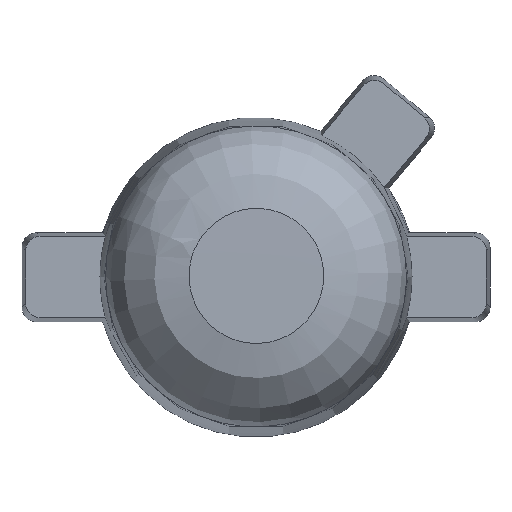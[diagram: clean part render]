
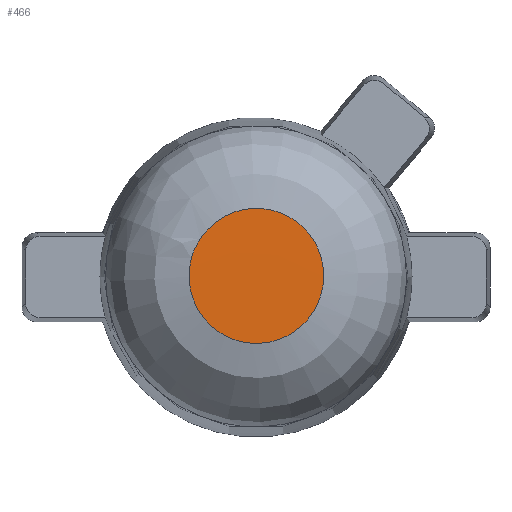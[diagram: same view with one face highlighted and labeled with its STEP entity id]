
A CAD part, top view. The second image highlights one B-rep face of the part: STEP entity #466.
In plain terms, the highlighted free-form (B-spline) face has degree [3, 3] with [4, 4] control points.
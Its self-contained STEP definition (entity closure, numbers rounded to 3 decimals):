
#20=B_SPLINE_CURVE_WITH_KNOTS('',3,(#896,#897,#898,#899,#900,#901,#902,
#903,#904,#905,#906,#907,#908,#909,#910,#911,#912,#913),.UNSPECIFIED.,.T.,
 .F.,(4,1,1,1,1,1,1,1,1,1,1,1,1,1,1,4),(-0.72,-0.694,
-0.668,-0.617,-0.565,-0.514,
-0.463,-0.411,-0.36,-0.308,
-0.257,-0.206,-0.154,-0.103,
-0.051,0.),.UNSPECIFIED.);
#22=B_SPLINE_SURFACE_WITH_KNOTS('',3,3,((#953,#954,#955,#956),(#957,#958,
#959,#960),(#961,#962,#963,#964),(#965,#966,#967,#968)),.UNSPECIFIED.,.F.,
 .F.,.F.,(4,4),(4,4),(0.301,0.344),(0.851,
0.91),.UNSPECIFIED.);
#72=FACE_OUTER_BOUND('',#98,.T.);
#98=EDGE_LOOP('',(#391));
#221=VERTEX_POINT('',#865);
#282=EDGE_CURVE('',#221,#221,#20,.T.);
#391=ORIENTED_EDGE('',*,*,#282,.F.);
#466=ADVANCED_FACE('',(#72),#22,.T.);
#865=CARTESIAN_POINT('',(7.964,0.257,19.347));
#896=CARTESIAN_POINT('Ctrl Pts',(7.964,0.257,19.347));
#897=CARTESIAN_POINT('Ctrl Pts',(7.999,0.336,19.346));
#898=CARTESIAN_POINT('Ctrl Pts',(8.086,0.485,19.344));
#899=CARTESIAN_POINT('Ctrl Pts',(8.325,0.741,19.338));
#900=CARTESIAN_POINT('Ctrl Pts',(8.718,0.945,19.332));
#901=CARTESIAN_POINT('Ctrl Pts',(9.249,0.961,19.327));
#902=CARTESIAN_POINT('Ctrl Pts',(9.734,0.745,19.325));
#903=CARTESIAN_POINT('Ctrl Pts',(10.078,0.338,19.328));
#904=CARTESIAN_POINT('Ctrl Pts',(10.211,-0.178,19.332));
#905=CARTESIAN_POINT('Ctrl Pts',(10.108,-0.701,19.338));
#906=CARTESIAN_POINT('Ctrl Pts',(9.789,-1.128,19.343));
#907=CARTESIAN_POINT('Ctrl Pts',(9.317,-1.373,19.349));
#908=CARTESIAN_POINT('Ctrl Pts',(8.786,-1.389,19.353));
#909=CARTESIAN_POINT('Ctrl Pts',(8.301,-1.172,19.356));
#910=CARTESIAN_POINT('Ctrl Pts',(7.958,-0.765,19.357));
#911=CARTESIAN_POINT('Ctrl Pts',(7.825,-0.249,19.354));
#912=CARTESIAN_POINT('Ctrl Pts',(7.894,0.099,19.35));
#913=CARTESIAN_POINT('Ctrl Pts',(7.964,0.257,19.347));
#953=CARTESIAN_POINT('Ctrl Pts',(10.157,0.901,19.319));
#954=CARTESIAN_POINT('Ctrl Pts',(10.179,0.103,19.331));
#955=CARTESIAN_POINT('Ctrl Pts',(10.203,-0.687,19.338));
#956=CARTESIAN_POINT('Ctrl Pts',(10.231,-1.47,19.341));
#957=CARTESIAN_POINT('Ctrl Pts',(9.361,0.951,19.326));
#958=CARTESIAN_POINT('Ctrl Pts',(9.381,0.154,19.338));
#959=CARTESIAN_POINT('Ctrl Pts',(9.404,-0.635,19.345));
#960=CARTESIAN_POINT('Ctrl Pts',(9.43,-1.418,19.348));
#961=CARTESIAN_POINT('Ctrl Pts',(8.583,0.997,19.332));
#962=CARTESIAN_POINT('Ctrl Pts',(8.602,0.201,19.345));
#963=CARTESIAN_POINT('Ctrl Pts',(8.623,-0.588,19.352));
#964=CARTESIAN_POINT('Ctrl Pts',(8.647,-1.371,19.354));
#965=CARTESIAN_POINT('Ctrl Pts',(7.819,1.038,19.338));
#966=CARTESIAN_POINT('Ctrl Pts',(7.837,0.242,19.35));
#967=CARTESIAN_POINT('Ctrl Pts',(7.856,-0.546,19.357));
#968=CARTESIAN_POINT('Ctrl Pts',(7.878,-1.329,19.36));
